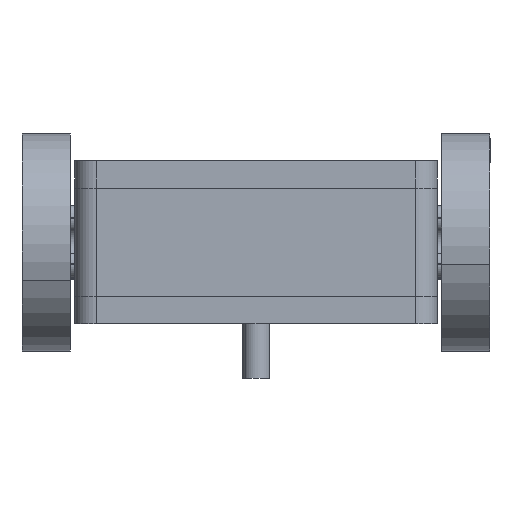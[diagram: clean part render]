
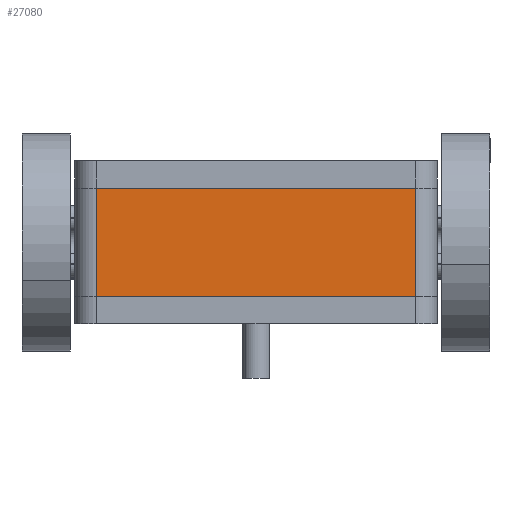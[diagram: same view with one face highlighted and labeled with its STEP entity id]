
A CAD part, front view. The second image highlights one B-rep face of the part: STEP entity #27080.
In plain terms, the highlighted face is planar.
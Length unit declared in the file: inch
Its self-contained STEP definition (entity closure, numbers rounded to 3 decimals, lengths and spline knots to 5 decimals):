
#1015 = ORIENTED_EDGE ( 'NONE', *, *, #8250, .T. ) ;
#2796 = CARTESIAN_POINT ( 'NONE',  ( 2.625, 1.5, -0.375 ) ) ;
#3943 = LINE ( 'NONE', #5909, #9976 ) ;
#4699 = CARTESIAN_POINT ( 'NONE',  ( 2.625, 0., -0.375 ) ) ;
#4838 = EDGE_CURVE ( 'NONE', #11903, #28436, #20518, .T. ) ;
#5909 = CARTESIAN_POINT ( 'NONE',  ( 2.625, 1.5, -0.375 ) ) ;
#7853 = DIRECTION ( 'NONE',  ( -1., 0., 0. ) ) ;
#8250 = EDGE_CURVE ( 'NONE', #28436, #10855, #20134, .T. ) ;
#8411 = ORIENTED_EDGE ( 'NONE', *, *, #30408, .F. ) ;
#9976 = VECTOR ( 'NONE', #16463, 39.37008 ) ;
#10152 = CARTESIAN_POINT ( 'NONE',  ( 2.625, 1.5, -0.675 ) ) ;
#10191 = VECTOR ( 'NONE', #13327, 39.37008 ) ;
#10855 = VERTEX_POINT ( 'NONE', #22541 ) ;
#11903 = VERTEX_POINT ( 'NONE', #18751 ) ;
#12532 = EDGE_CURVE ( 'NONE', #10855, #16638, #21092, .T. ) ;
#13327 = DIRECTION ( 'NONE',  ( 0., 1., 0. ) ) ;
#15175 = PLANE ( 'NONE',  #25544 ) ;
#16355 = VECTOR ( 'NONE', #24952, 39.37008 ) ;
#16463 = DIRECTION ( 'NONE',  ( 0., 0., -1. ) ) ;
#16638 = VERTEX_POINT ( 'NONE', #30334 ) ;
#17909 = DIRECTION ( 'NONE',  ( 0., 0., 1. ) ) ;
#18077 = VECTOR ( 'NONE', #25038, 39.37008 ) ;
#18751 = CARTESIAN_POINT ( 'NONE',  ( 2.625, 1.5, -0.675 ) ) ;
#19287 = ORIENTED_EDGE ( 'NONE', *, *, #4838, .T. ) ;
#19432 = EDGE_LOOP ( 'NONE', ( #8411, #19287, #1015, #29667 ) ) ;
#20134 = LINE ( 'NONE', #4699, #18077 ) ;
#20518 = LINE ( 'NONE', #10152, #16355 ) ;
#21092 = LINE ( 'NONE', #27936, #10191 ) ;
#22541 = CARTESIAN_POINT ( 'NONE',  ( 2.625, 0., -5.075 ) ) ;
#24952 = DIRECTION ( 'NONE',  ( 0., -1., 0. ) ) ;
#25038 = DIRECTION ( 'NONE',  ( 0., 0., -1. ) ) ;
#25544 = AXIS2_PLACEMENT_3D ( 'NONE', #2796, #7853, #17909 ) ;
#27080 = ADVANCED_FACE ( 'NONE', ( #29774 ), #15175, .F. ) ;
#27936 = CARTESIAN_POINT ( 'NONE',  ( 2.625, 1.5, -5.075 ) ) ;
#28142 = CARTESIAN_POINT ( 'NONE',  ( 2.625, 0., -0.675 ) ) ;
#28436 = VERTEX_POINT ( 'NONE', #28142 ) ;
#29667 = ORIENTED_EDGE ( 'NONE', *, *, #12532, .T. ) ;
#29774 = FACE_OUTER_BOUND ( 'NONE', #19432, .T. ) ;
#30334 = CARTESIAN_POINT ( 'NONE',  ( 2.625, 1.5, -5.075 ) ) ;
#30408 = EDGE_CURVE ( 'NONE', #11903, #16638, #3943, .T. ) ;
